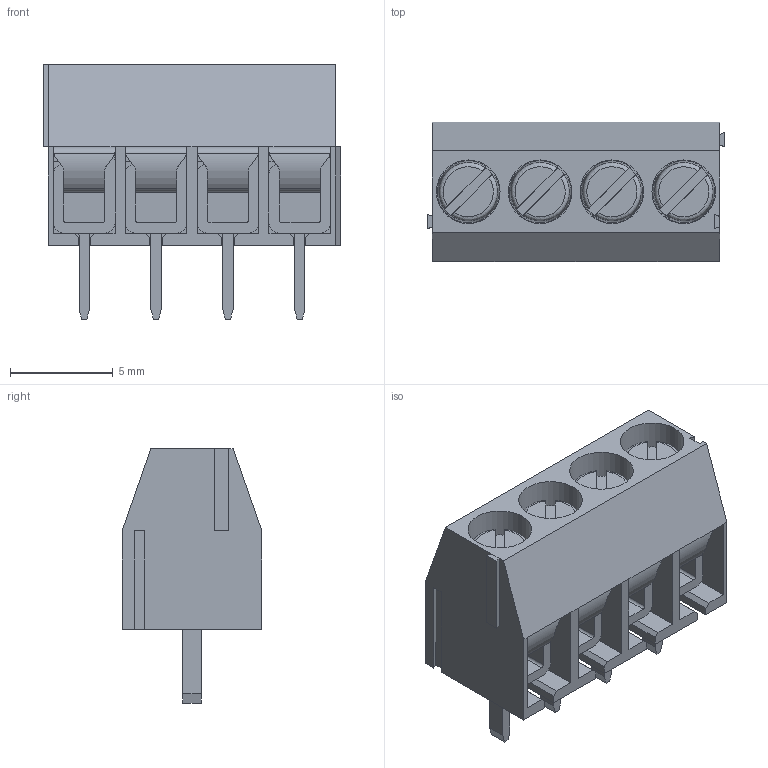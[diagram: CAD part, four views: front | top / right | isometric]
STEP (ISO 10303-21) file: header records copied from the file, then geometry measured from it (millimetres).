
FILE_DESCRIPTION(('FreeCAD Model'),'2;1');
FILE_NAME('Open CASCADE Shape Model','2023-02-18T22:11:15',( 'kicad StepUp'),('ksu MCAD'),'Open CASCADE STEP processor 7.6', 'FreeCAD','Unknown');
FILE_SCHEMA(('AUTOMOTIVE_DESIGN { 1 0 10303 214 1 1 1 1 }'));
Length unit declared in the file: millimetre
Products named in the file (14): PCB_Terminal_Block_4-P3.5; Body034; Body035; Body036; M1.6x4-Screw032; Body037; Body038; Body039; Body040; Body041; Body042; Body043; Body044; Body045
Assembly tree (13 placements, depth 2):
  PCB_Terminal_Block_4-P3.5
    Body034
    Body035
    Body036
    M1.6x4-Screw032
    Body037
    Body038
    Body039
    Body040
    Body041
    Body042
    Body043
    Body044
    Body045
Bounding box: 14.5 x 6.8 x 12.4 mm (x, y, z)
Volume: 574.7 mm3; surface area: 1863.5 mm2
Topology: 13 solids, 13 shells, 394 faces, 1065 edges, 696 vertices
Faces by surface type: plane 266, cylinder 112, revolution 12, cone 4
Full cylindrical faces by diameter (mm): 1.25 x8, 1.6 x4, 1.8 x4, 2.1 x4, 3.1 x4
Entity records: 13298 total; most frequent: CARTESIAN_POINT 2813, ORIENTED_EDGE 2132, DIRECTION 2085, EDGE_CURVE 1065, LINE 745, VECTOR 745, VERTEX_POINT 696, AXIS2_PLACEMENT_3D 664
